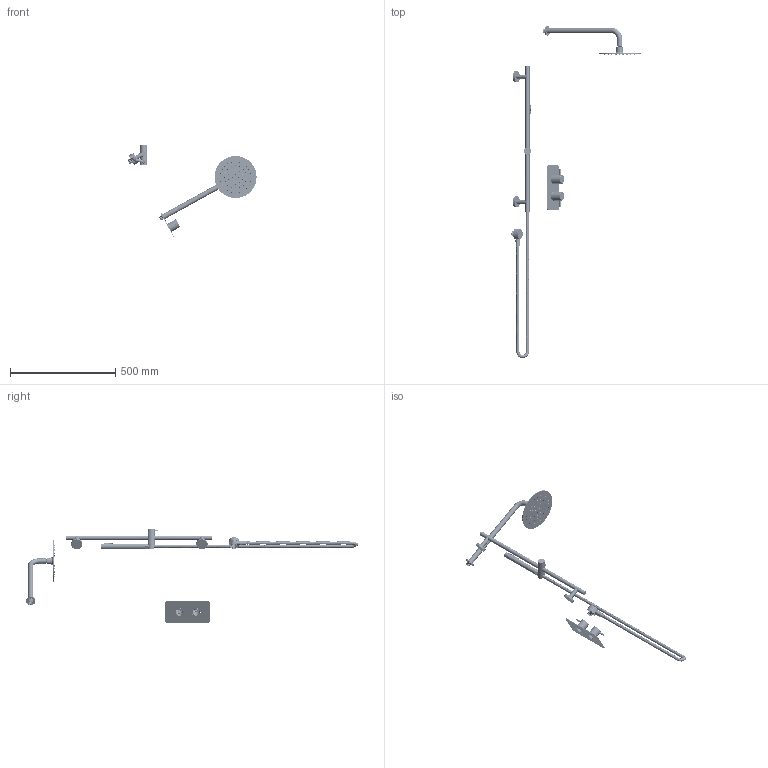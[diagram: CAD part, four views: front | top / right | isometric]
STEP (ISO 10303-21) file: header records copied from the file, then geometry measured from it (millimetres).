
FILE_DESCRIPTION (( 'STEP AP214' ), '1' );
FILE_NAME ('COSP02_v10822.STEP', '2022-08-15T10:16:24', ( '' ), ( '' ), 'SwSTEP 2.0', 'SolidWorks 2019', '' );
FILE_SCHEMA (( 'AUTOMOTIVE_DESIGN' ));
Length unit declared in the file: millimetre
Products named in the file (13): Holder; Rail; COSP02_v10822; Hose; pt3; CO233_v10718; CO229_v10718; CO230_v10718; KC019 - KC020_knurled; Assembly; pt1; pt2; CO223-228_v10718_223
Assembly tree (12 placements, depth 4):
  COSP02_v10822
    Assembly
      Hose
      CO233_v10718
      Rail
      Holder
        pt1
        pt2
        pt3
      CO230_v10718
    CO229_v10718
    CO223-228_v10718_223
    KC019 - KC020_knurled
Bounding box: 613.85 x 1577.47 x 449.12 mm (x, y, z)
Volume: 796400.7 mm3; surface area: 547577.1 mm2
Topology: 23 solids, 26 shells, 1799 faces, 4134 edges, 2683 vertices
Faces by surface type: cylinder 765, plane 614, cone 177, bspline 175, torus 64, sphere 4
Entity records: 135756 total; most frequent: CARTESIAN_POINT 85601, DIRECTION 8441, ORIENTED_EDGE 8240, EDGE_CURVE 4122, AXIS2_PLACEMENT_3D 3486, VERTEX_POINT 2683, EDGE_LOOP 2149, CIRCLE 1844
